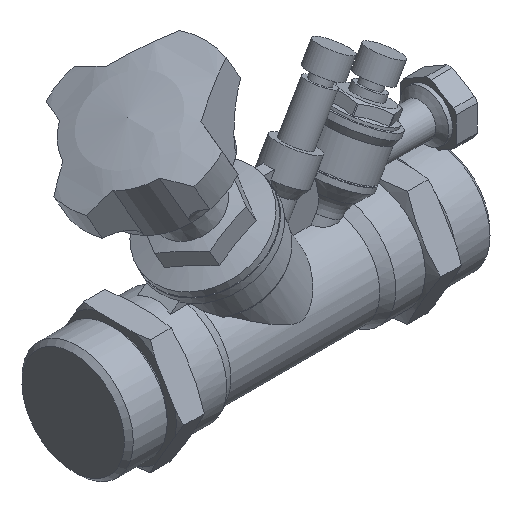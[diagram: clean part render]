
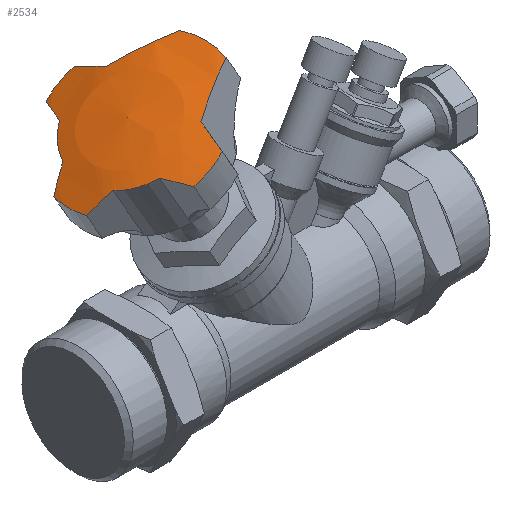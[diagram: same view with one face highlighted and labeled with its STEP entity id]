
A CAD part, isometric view. The second image highlights one B-rep face of the part: STEP entity #2534.
In plain terms, the highlighted spherical face has radius 100 mm.
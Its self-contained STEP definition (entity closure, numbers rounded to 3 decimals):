
#70=SPHERICAL_SURFACE('',#2735,100.);
#574=ORIENTED_EDGE('',*,*,#1275,.F.);
#575=ORIENTED_EDGE('',*,*,#1279,.F.);
#576=ORIENTED_EDGE('',*,*,#1282,.F.);
#577=ORIENTED_EDGE('',*,*,#1314,.F.);
#578=ORIENTED_EDGE('',*,*,#1285,.F.);
#579=ORIENTED_EDGE('',*,*,#1289,.F.);
#580=ORIENTED_EDGE('',*,*,#1292,.F.);
#581=ORIENTED_EDGE('',*,*,#1315,.F.);
#582=ORIENTED_EDGE('',*,*,#1295,.F.);
#583=ORIENTED_EDGE('',*,*,#1299,.F.);
#584=ORIENTED_EDGE('',*,*,#1303,.F.);
#585=ORIENTED_EDGE('',*,*,#1305,.F.);
#586=ORIENTED_EDGE('',*,*,#1267,.F.);
#587=ORIENTED_EDGE('',*,*,#1272,.F.);
#1267=EDGE_CURVE('',#1648,#1649,#1913,.T.);
#1272=EDGE_CURVE('',#1652,#1648,#1914,.F.);
#1275=EDGE_CURVE('',#1655,#1652,#1915,.F.);
#1279=EDGE_CURVE('',#1657,#1655,#1917,.T.);
#1282=EDGE_CURVE('',#1659,#1657,#1918,.F.);
#1285=EDGE_CURVE('',#1662,#1663,#1919,.F.);
#1289=EDGE_CURVE('',#1665,#1662,#1921,.T.);
#1292=EDGE_CURVE('',#1667,#1665,#1922,.F.);
#1295=EDGE_CURVE('',#1670,#1671,#1923,.F.);
#1299=EDGE_CURVE('',#1673,#1670,#1925,.T.);
#1303=EDGE_CURVE('',#1676,#1673,#1926,.F.);
#1305=EDGE_CURVE('',#1649,#1676,#1927,.F.);
#1314=EDGE_CURVE('',#1663,#1659,#1935,.T.);
#1315=EDGE_CURVE('',#1671,#1667,#1936,.T.);
#1648=VERTEX_POINT('',#3748);
#1649=VERTEX_POINT('',#3750);
#1652=VERTEX_POINT('',#3833);
#1655=VERTEX_POINT('',#3890);
#1657=VERTEX_POINT('',#3897);
#1659=VERTEX_POINT('',#3956);
#1662=VERTEX_POINT('',#4013);
#1663=VERTEX_POINT('',#4015);
#1665=VERTEX_POINT('',#4021);
#1667=VERTEX_POINT('',#4082);
#1670=VERTEX_POINT('',#4139);
#1671=VERTEX_POINT('',#4141);
#1673=VERTEX_POINT('',#4147);
#1676=VERTEX_POINT('',#4210);
#1913=CIRCLE('',#2697,35.);
#1914=CIRCLE('',#2699,97.262);
#1915=CIRCLE('',#2701,98.469);
#1917=CIRCLE('',#2704,32.5);
#1918=CIRCLE('',#2706,98.469);
#1919=CIRCLE('',#2708,98.469);
#1921=CIRCLE('',#2711,32.5);
#1922=CIRCLE('',#2713,98.469);
#1923=CIRCLE('',#2715,98.469);
#1925=CIRCLE('',#2718,32.5);
#1926=CIRCLE('',#2720,98.469);
#1927=CIRCLE('',#2722,97.262);
#1935=CIRCLE('',#2732,24.);
#1936=CIRCLE('',#2734,24.);
#2064=EDGE_LOOP('',(#574,#575,#576,#577,#578,#579,#580,#581,#582,#583,#584,
#585,#586,#587));
#2275=FACE_BOUND('',#2064,.T.);
#2534=ADVANCED_FACE('',(#2275),#70,.T.);
#2697=AXIS2_PLACEMENT_3D('',#3749,#3009,#3010);
#2699=AXIS2_PLACEMENT_3D('',#3834,#3016,#3017);
#2701=AXIS2_PLACEMENT_3D('',#3891,#3021,#3022);
#2704=AXIS2_PLACEMENT_3D('',#3898,#3029,#3030);
#2706=AXIS2_PLACEMENT_3D('',#3957,#3034,#3035);
#2708=AXIS2_PLACEMENT_3D('',#4014,#3039,#3040);
#2711=AXIS2_PLACEMENT_3D('',#4022,#3047,#3048);
#2713=AXIS2_PLACEMENT_3D('',#4083,#3052,#3053);
#2715=AXIS2_PLACEMENT_3D('',#4140,#3057,#3058);
#2718=AXIS2_PLACEMENT_3D('',#4148,#3065,#3066);
#2720=AXIS2_PLACEMENT_3D('',#4211,#3071,#3072);
#2722=AXIS2_PLACEMENT_3D('',#4291,#3075,#3076);
#2732=AXIS2_PLACEMENT_3D('',#4303,#3096,#3097);
#2734=AXIS2_PLACEMENT_3D('',#4305,#3100,#3101);
#2735=AXIS2_PLACEMENT_3D('',#4306,#3102,#3103);
#3009=DIRECTION('',(0.5,0.,-0.866));
#3010=DIRECTION('',(0.,1.,0.));
#3016=DIRECTION('',(-0.366,-0.906,-0.211));
#3017=DIRECTION('',(0.785,-0.423,0.453));
#3021=DIRECTION('',(-0.814,-0.342,-0.47));
#3022=DIRECTION('',(0.296,-0.94,0.171));
#3029=DIRECTION('',(0.5,0.,-0.866));
#3030=DIRECTION('',(0.,1.,0.));
#3034=DIRECTION('',(0.814,-0.342,0.47));
#3035=DIRECTION('',(0.296,0.94,0.171));
#3039=DIRECTION('',(0.296,-0.94,0.171));
#3040=DIRECTION('',(0.814,0.342,0.47));
#3047=DIRECTION('',(0.5,0.,-0.866));
#3048=DIRECTION('',(0.,1.,0.));
#3052=DIRECTION('',(0.296,0.94,0.171));
#3053=DIRECTION('',(-0.814,0.342,-0.47));
#3057=DIRECTION('',(0.814,0.342,0.47));
#3058=DIRECTION('',(-0.296,0.94,-0.171));
#3065=DIRECTION('',(0.5,0.,-0.866));
#3066=DIRECTION('',(0.,1.,0.));
#3071=DIRECTION('',(-0.814,0.342,-0.47));
#3072=DIRECTION('',(-0.296,-0.94,-0.171));
#3075=DIRECTION('',(-0.366,0.906,-0.211));
#3076=DIRECTION('',(-0.785,-0.423,-0.453));
#3096=DIRECTION('',(0.5,0.,-0.866));
#3097=DIRECTION('',(0.,1.,0.));
#3100=DIRECTION('',(0.5,0.,-0.866));
#3101=DIRECTION('',(0.,1.,0.));
#3102=DIRECTION('',(0.5,0.,-0.866));
#3103=DIRECTION('',(0.,-1.,0.));
#3748=CARTESIAN_POINT('',(-24.375,10.,109.3));
#3749=CARTESIAN_POINT('',(-53.422,0.,92.529));
#3750=CARTESIAN_POINT('',(-24.375,-10.,109.3));
#3833=CARTESIAN_POINT('',(-45.595,20.463,101.179));
#3834=CARTESIAN_POINT('',(1.921,21.061,16.315));
#3890=CARTESIAN_POINT('',(-47.808,31.737,96.806));
#3891=CARTESIAN_POINT('',(7.602,5.962,19.595));
#3897=CARTESIAN_POINT('',(-59.932,31.737,89.806));
#3898=CARTESIAN_POINT('',(-53.87,0.,93.306));
#3956=CARTESIAN_POINT('',(-64.424,21.463,90.106));
#3957=CARTESIAN_POINT('',(-20.771,5.962,3.214));
#4013=CARTESIAN_POINT('',(-81.355,7.,77.437));
#4014=CARTESIAN_POINT('',(-11.748,16.381,8.423));
#4015=CARTESIAN_POINT('',(-73.711,10.739,84.744));
#4021=CARTESIAN_POINT('',(-81.355,-7.,77.437));
#4022=CARTESIAN_POINT('',(-53.87,0.,93.306));
#4082=CARTESIAN_POINT('',(-73.711,-10.739,84.744));
#4083=CARTESIAN_POINT('',(-11.748,-16.381,8.423));
#4139=CARTESIAN_POINT('',(-59.932,-31.737,89.806));
#4140=CARTESIAN_POINT('',(-20.771,-5.962,3.214));
#4141=CARTESIAN_POINT('',(-64.424,-21.463,90.106));
#4147=CARTESIAN_POINT('',(-47.808,-31.737,96.806));
#4148=CARTESIAN_POINT('',(-53.87,0.,93.306));
#4210=CARTESIAN_POINT('',(-45.595,-20.463,101.179));
#4211=CARTESIAN_POINT('',(7.602,-5.962,19.595));
#4291=CARTESIAN_POINT('',(1.921,-21.061,16.315));
#4303=CARTESIAN_POINT('',(-55.123,0.,95.476));
#4305=CARTESIAN_POINT('',(-55.123,0.,95.476));
#4306=CARTESIAN_POINT('',(-6.584,0.,11.405));
